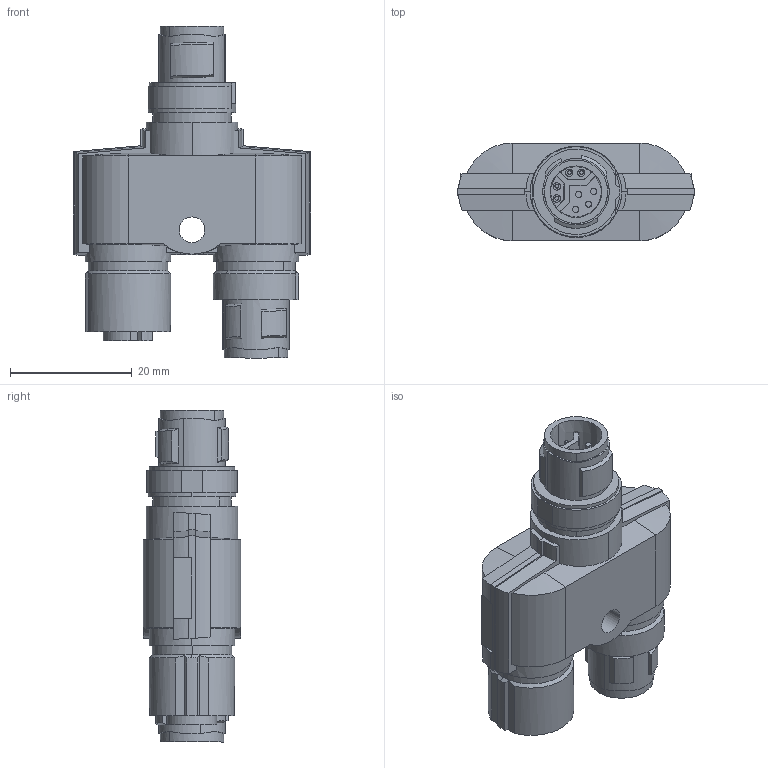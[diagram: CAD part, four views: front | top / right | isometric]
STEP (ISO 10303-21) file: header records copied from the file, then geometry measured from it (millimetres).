
FILE_DESCRIPTION((''),'2;1');
FILE_NAME('CAD-6947','2020-07-02T09:59:42',('creinig-se'),(''),'CREO PARAMETRIC BY PTC INC, 2019292','CREO PARAMETRIC BY PTC INC, 2019292','');
FILE_SCHEMA(('CONFIG_CONTROL_DESIGN','SHAPE_APPEARANCE_LAYERS_GROUPS'));
Length unit declared in the file: millimetre
Products named in the file (1): CAD-6947
Bounding box: 39 x 16 x 54.5 mm (x, y, z)
Volume: 14381.6 mm3; surface area: 6540.4 mm2
Topology: 1 solids, 1 shells, 318 faces, 830 edges, 551 vertices
Faces by surface type: plane 143, cylinder 105, cone 58, bspline 12
Entity records: 14821 total; most frequent: CARTESIAN_POINT 3000, ORIENTED_EDGE 1660, DIRECTION 1472, PRESENTATION_STYLE_ASSIGNMENT 1025, STYLED_ITEM 832, CURVE_STYLE 831, EDGE_CURVE 830, VERTEX_POINT 551
